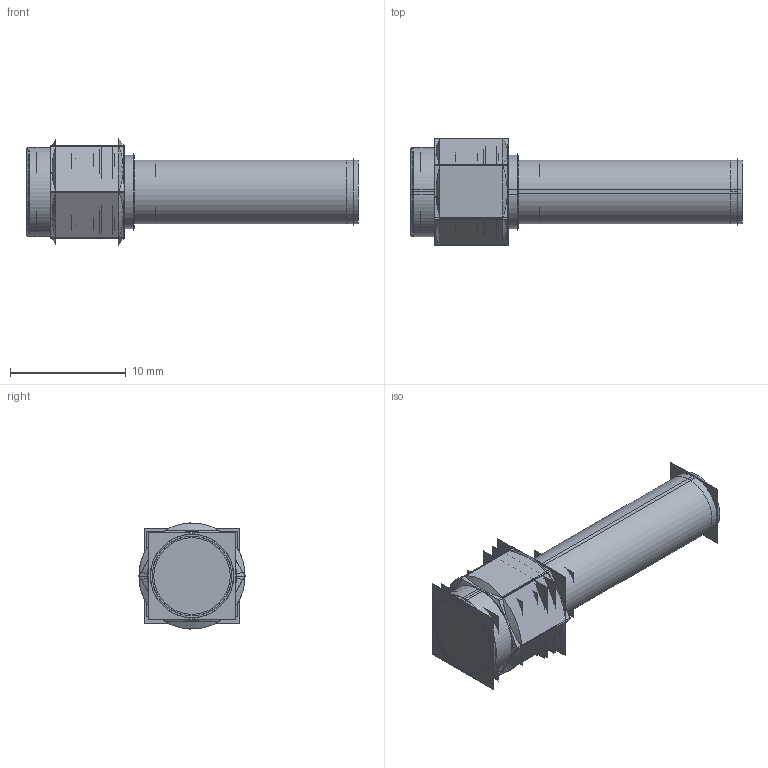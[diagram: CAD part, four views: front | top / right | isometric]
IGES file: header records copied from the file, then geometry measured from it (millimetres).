
Start section:  PTC IGES file: 901-9511-3_REV-P.igs
Global section: file name: 901-9511-3_REV-P.igs; native system: Pro/ENGINEER by Parametric Technology Corporation; preprocessor: 2008010; author: mbalaji; organization: Unknown; date: 20081113.150207; units: inch
Bounding box: 28.72 x 9.24 x 9.18 mm (x, y, z)
Surface area: 4301.9 mm2 (no closed solid volume)
Topology: 0 solids, 0 shells, 338 faces, 4143 edges, 5456 vertices
Faces by surface type: revolution 260, bspline 78
